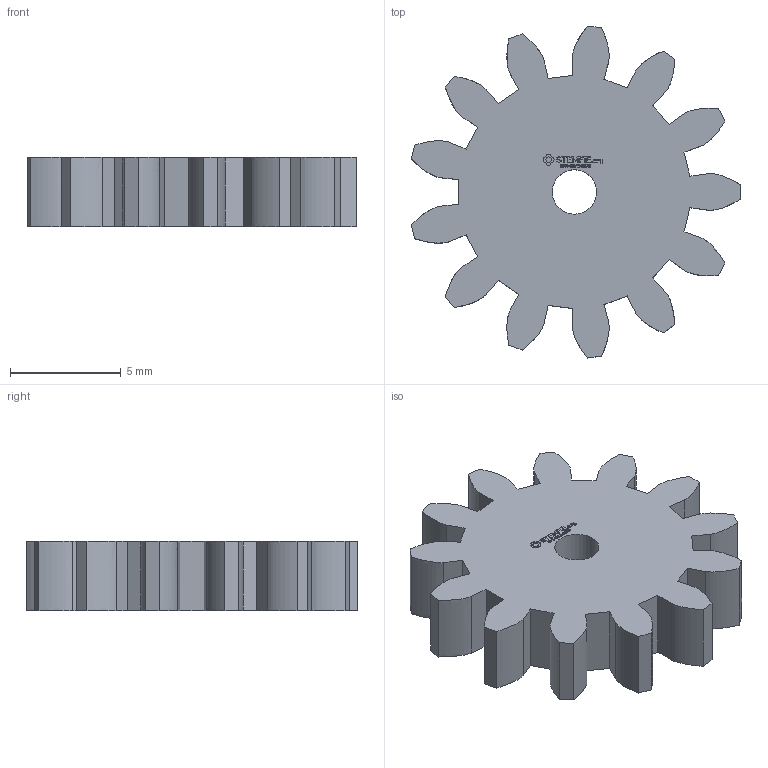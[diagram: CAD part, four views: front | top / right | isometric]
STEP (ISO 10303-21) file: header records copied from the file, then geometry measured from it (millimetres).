
FILE_DESCRIPTION(('FreeCAD Model'),'2;1');
FILE_NAME('Open CASCADE Shape Model','2024-03-09T17:11:17',(''),(''), 'Open CASCADE STEP processor 7.6','FreeCAD','Unknown');
FILE_SCHEMA(('AUTOMOTIVE_DESIGN { 1 0 10303 214 1 1 1 1 }'));
Length unit declared in the file: millimetre
Products named in the file (1): Gear Wheel PLN TTH13 BU00.25 SFT2.0mm - SPN-GWH-0029 (stemfie.org)
Bounding box: 14.84 x 14.95 x 3.12 mm (x, y, z)
Volume: 387.2 mm3; surface area: 535 mm2
Topology: 1 solids, 1 shells, 556 faces, 1569 edges, 1046 vertices
Faces by surface type: plane 313, extrusion 242, cylinder 1
Full cylindrical faces by diameter (mm): 2 x1
Entity records: 41349 total; most frequent: CARTESIAN_POINT 10960, DIRECTION 4613, VECTOR 3977, LINE 3735, ORIENTED_EDGE 3138, PCURVE 3138, DEFINITIONAL_REPRESENTATION 3138, EDGE_CURVE 1569
